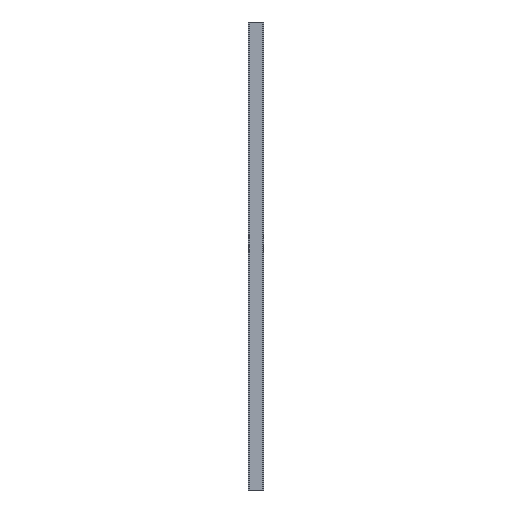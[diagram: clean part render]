
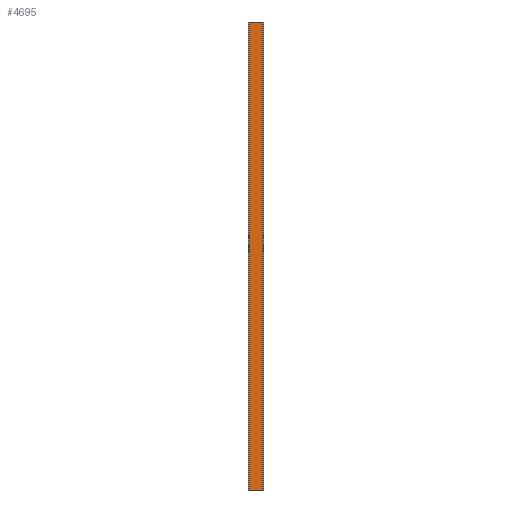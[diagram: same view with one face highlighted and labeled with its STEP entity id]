
A CAD part, front view. The second image highlights one B-rep face of the part: STEP entity #4695.
In plain terms, the highlighted planar face has unit normal (0, -1, 0).
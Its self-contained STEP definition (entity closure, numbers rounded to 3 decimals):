
#163 = DIRECTION ( 'NONE',  ( 0., 0., -1. ) ) ;
#215 = EDGE_CURVE ( 'NONE', #2260, #1400, #2238, .T. ) ;
#324 = CARTESIAN_POINT ( 'NONE',  ( 42., 0., 0. ) ) ;
#344 = LINE ( 'NONE', #3135, #568 ) ;
#466 = LINE ( 'NONE', #805, #823 ) ;
#536 = EDGE_LOOP ( 'NONE', ( #1445, #1814, #4375, #3503 ) ) ;
#568 = VECTOR ( 'NONE', #1173, 1000. ) ;
#794 = AXIS2_PLACEMENT_3D ( 'NONE', #4551, #2174, #163 ) ;
#805 = CARTESIAN_POINT ( 'NONE',  ( -42., 0., 825. ) ) ;
#823 = VECTOR ( 'NONE', #2381, 1000. ) ;
#1028 = PLANE ( 'NONE',  #794 ) ;
#1071 = VECTOR ( 'NONE', #3061, 1000. ) ;
#1173 = DIRECTION ( 'NONE',  ( 0., 0., -1. ) ) ;
#1341 = FACE_OUTER_BOUND ( 'NONE', #536, .T. ) ;
#1400 = VERTEX_POINT ( 'NONE', #3151 ) ;
#1445 = ORIENTED_EDGE ( 'NONE', *, *, #215, .T. ) ;
#1653 = VERTEX_POINT ( 'NONE', #4442 ) ;
#1814 = ORIENTED_EDGE ( 'NONE', *, *, #4592, .F. ) ;
#2174 = DIRECTION ( 'NONE',  ( 0., 1., 0. ) ) ;
#2238 = LINE ( 'NONE', #324, #1071 ) ;
#2260 = VERTEX_POINT ( 'NONE', #2406 ) ;
#2304 = EDGE_CURVE ( 'NONE', #2375, #2260, #466, .T. ) ;
#2375 = VERTEX_POINT ( 'NONE', #4914 ) ;
#2381 = DIRECTION ( 'NONE',  ( 0., 0., -1. ) ) ;
#2406 = CARTESIAN_POINT ( 'NONE',  ( -42., 0., 0. ) ) ;
#2646 = LINE ( 'NONE', #4225, #4453 ) ;
#3061 = DIRECTION ( 'NONE',  ( 1., 0., 0. ) ) ;
#3135 = CARTESIAN_POINT ( 'NONE',  ( 42., 0., 825. ) ) ;
#3151 = CARTESIAN_POINT ( 'NONE',  ( 42., 0., 0. ) ) ;
#3503 = ORIENTED_EDGE ( 'NONE', *, *, #2304, .T. ) ;
#3847 = DIRECTION ( 'NONE',  ( 1., 0., 0. ) ) ;
#3920 = EDGE_CURVE ( 'NONE', #2375, #1653, #2646, .T. ) ;
#4225 = CARTESIAN_POINT ( 'NONE',  ( -42., 0., 2825. ) ) ;
#4375 = ORIENTED_EDGE ( 'NONE', *, *, #3920, .F. ) ;
#4442 = CARTESIAN_POINT ( 'NONE',  ( 42., 0., 2825. ) ) ;
#4453 = VECTOR ( 'NONE', #3847, 1000. ) ;
#4551 = CARTESIAN_POINT ( 'NONE',  ( 42., 0., 825. ) ) ;
#4592 = EDGE_CURVE ( 'NONE', #1653, #1400, #344, .T. ) ;
#4695 = ADVANCED_FACE ( 'NONE', ( #1341 ), #1028, .F. ) ;
#4914 = CARTESIAN_POINT ( 'NONE',  ( -42., 0., 2825. ) ) ;
